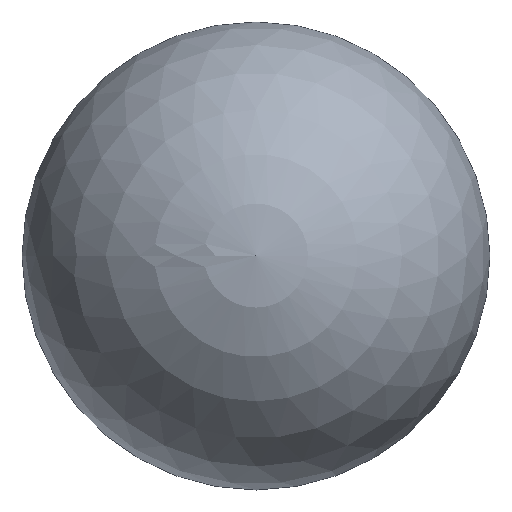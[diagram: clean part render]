
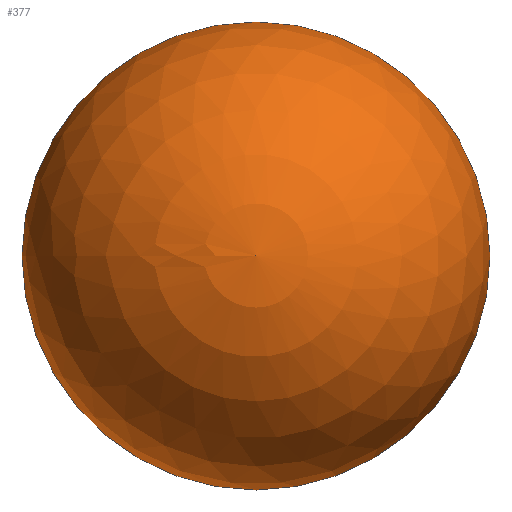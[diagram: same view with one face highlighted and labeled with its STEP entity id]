
A CAD part, top view. The second image highlights one B-rep face of the part: STEP entity #377.
In plain terms, the highlighted spherical face has radius 11.25 mm.
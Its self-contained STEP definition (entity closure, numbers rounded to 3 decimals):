
#24=SPHERICAL_SURFACE('',#416,11.25);
#36=FACE_OUTER_BOUND('',#59,.T.);
#59=EDGE_LOOP('',(#282,#283,#284,#285));
#76=CIRCLE('',#417,11.25);
#77=CIRCLE('',#418,11.25);
#78=CIRCLE('',#419,11.25);
#170=VERTEX_POINT('',#920);
#171=VERTEX_POINT('',#921);
#172=VERTEX_POINT('',#923);
#217=EDGE_CURVE('',#170,#171,#76,.T.);
#218=EDGE_CURVE('',#172,#171,#77,.T.);
#219=EDGE_CURVE('',#171,#170,#78,.T.);
#282=ORIENTED_EDGE('',*,*,#217,.T.);
#283=ORIENTED_EDGE('',*,*,#218,.F.);
#284=ORIENTED_EDGE('',*,*,#218,.T.);
#285=ORIENTED_EDGE('',*,*,#219,.T.);
#377=ADVANCED_FACE('',(#36),#24,.T.);
#416=AXIS2_PLACEMENT_3D('',#919,#475,#476);
#417=AXIS2_PLACEMENT_3D('',#922,#477,#478);
#418=AXIS2_PLACEMENT_3D('',#924,#479,#480);
#419=AXIS2_PLACEMENT_3D('',#925,#481,#482);
#475=DIRECTION('center_axis',(0.,0.,1.));
#476=DIRECTION('ref_axis',(1.,0.,0.));
#477=DIRECTION('center_axis',(0.,0.,1.));
#478=DIRECTION('ref_axis',(0.,1.,0.));
#479=DIRECTION('center_axis',(0.,-1.,0.));
#480=DIRECTION('ref_axis',(-1.,0.,0.));
#481=DIRECTION('center_axis',(0.,0.,1.));
#482=DIRECTION('ref_axis',(0.,1.,0.));
#919=CARTESIAN_POINT('Origin',(0.,0.,167.));
#920=CARTESIAN_POINT('',(0.,-11.25,167.));
#921=CARTESIAN_POINT('',(-11.25,0.,167.));
#922=CARTESIAN_POINT('Origin',(0.,0.,167.));
#923=CARTESIAN_POINT('',(0.,0.,178.25));
#924=CARTESIAN_POINT('Origin',(0.,0.,167.));
#925=CARTESIAN_POINT('Origin',(0.,0.,167.));
